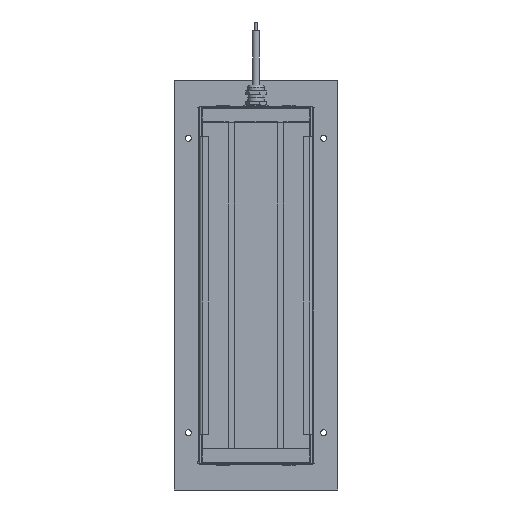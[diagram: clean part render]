
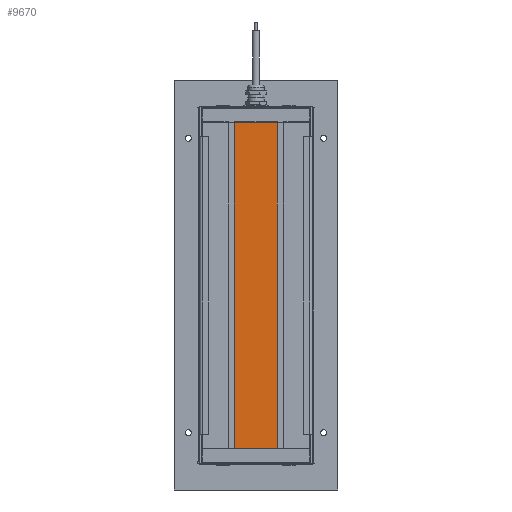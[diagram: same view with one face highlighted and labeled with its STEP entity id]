
A CAD part, front view. The second image highlights one B-rep face of the part: STEP entity #9670.
In plain terms, the highlighted planar face has unit normal (0, -1, 0).
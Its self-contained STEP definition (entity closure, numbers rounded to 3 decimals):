
#1246 = VECTOR ( 'NONE', #19995, 1000. ) ;
#3003 = VECTOR ( 'NONE', #31130, 1000. ) ;
#3089 = CARTESIAN_POINT ( 'NONE',  ( -17.577, -20.944, 150. ) ) ;
#3982 = CARTESIAN_POINT ( 'NONE',  ( -17.577, -20.944, -149.5 ) ) ;
#4015 = DIRECTION ( 'NONE',  ( 0., -1., 0. ) ) ;
#5547 = CARTESIAN_POINT ( 'NONE',  ( -17.577, -20.944, 150. ) ) ;
#5895 = CARTESIAN_POINT ( 'NONE',  ( 21.325, -20.944, -149.5 ) ) ;
#6514 = ORIENTED_EDGE ( 'NONE', *, *, #7106, .F. ) ;
#6719 = FACE_OUTER_BOUND ( 'NONE', #22084, .T. ) ;
#6748 = CARTESIAN_POINT ( 'NONE',  ( 21.325, -20.944, 150. ) ) ;
#6852 = LINE ( 'NONE', #3982, #1246 ) ;
#6883 = VECTOR ( 'NONE', #27564, 1000. ) ;
#6890 = PLANE ( 'NONE',  #12041 ) ;
#7106 = EDGE_CURVE ( 'NONE', #31237, #11292, #30775, .T. ) ;
#7737 = ORIENTED_EDGE ( 'NONE', *, *, #16715, .T. ) ;
#9598 = DIRECTION ( 'NONE',  ( -1., 0., 0. ) ) ;
#9670 = ADVANCED_FACE ( 'NONE', ( #6719 ), #6890, .T. ) ;
#11292 = VERTEX_POINT ( 'NONE', #5547 ) ;
#11956 = VERTEX_POINT ( 'NONE', #6748 ) ;
#12041 = AXIS2_PLACEMENT_3D ( 'NONE', #17681, #4015, #9598 ) ;
#16715 = EDGE_CURVE ( 'NONE', #31237, #28535, #6852, .T. ) ;
#17681 = CARTESIAN_POINT ( 'NONE',  ( -17.577, -20.944, -149.5 ) ) ;
#18053 = EDGE_CURVE ( 'NONE', #28535, #11956, #23989, .T. ) ;
#19934 = CARTESIAN_POINT ( 'NONE',  ( -17.577, -20.944, -149.5 ) ) ;
#19995 = DIRECTION ( 'NONE',  ( 1., 0., 0. ) ) ;
#21014 = EDGE_CURVE ( 'NONE', #11956, #11292, #30089, .T. ) ;
#22084 = EDGE_LOOP ( 'NONE', ( #28633, #6514, #7737, #27926 ) ) ;
#23989 = LINE ( 'NONE', #29401, #31779 ) ;
#27564 = DIRECTION ( 'NONE',  ( -1., 0., 0. ) ) ;
#27926 = ORIENTED_EDGE ( 'NONE', *, *, #18053, .T. ) ;
#28535 = VERTEX_POINT ( 'NONE', #5895 ) ;
#28633 = ORIENTED_EDGE ( 'NONE', *, *, #21014, .T. ) ;
#29401 = CARTESIAN_POINT ( 'NONE',  ( 21.325, -20.944, -149.5 ) ) ;
#30089 = LINE ( 'NONE', #3089, #6883 ) ;
#30775 = LINE ( 'NONE', #33664, #3003 ) ;
#31130 = DIRECTION ( 'NONE',  ( 0., 0., 1. ) ) ;
#31237 = VERTEX_POINT ( 'NONE', #19934 ) ;
#31779 = VECTOR ( 'NONE', #34980, 1000. ) ;
#33664 = CARTESIAN_POINT ( 'NONE',  ( -17.577, -20.944, -149.5 ) ) ;
#34980 = DIRECTION ( 'NONE',  ( 0., 0., 1. ) ) ;
